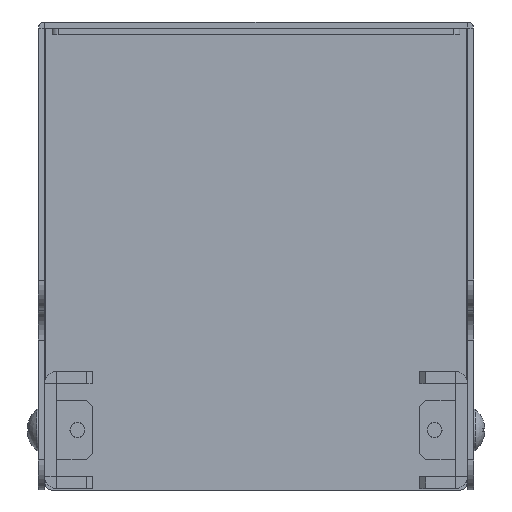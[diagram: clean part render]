
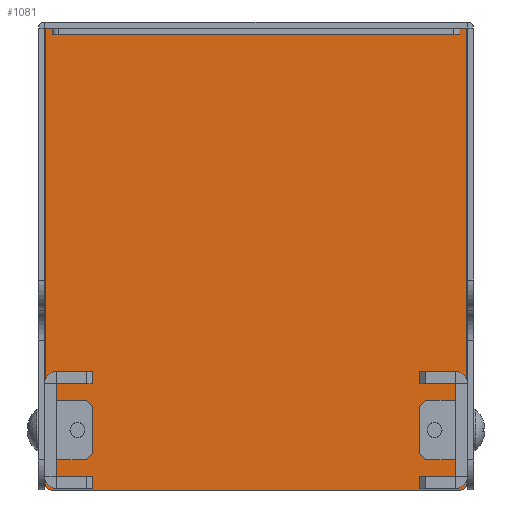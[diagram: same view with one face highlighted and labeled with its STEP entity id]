
A CAD part, front view. The second image highlights one B-rep face of the part: STEP entity #1081.
In plain terms, the highlighted planar face has unit normal (0, -1, 0).
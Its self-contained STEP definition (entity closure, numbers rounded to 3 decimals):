
#890 = VERTEX_POINT ( 'NONE', #3975 ) ;
#908 = VERTEX_POINT ( 'NONE', #3993 ) ;
#912 = VERTEX_POINT ( 'NONE', #3997 ) ;
#913 = VERTEX_POINT ( 'NONE', #3998 ) ;
#916 = VERTEX_POINT ( 'NONE', #4001 ) ;
#917 = VERTEX_POINT ( 'NONE', #4002 ) ;
#926 = VERTEX_POINT ( 'NONE', #4011 ) ;
#950 = VERTEX_POINT ( 'NONE', #4035 ) ;
#953 = VERTEX_POINT ( 'NONE', #4038 ) ;
#954 = VERTEX_POINT ( 'NONE', #4039 ) ;
#1013 = EDGE_CURVE ( 'NONE', #913, #912, #3794, .T. ) ;
#1023 = EDGE_CURVE ( 'NONE', #917, #916, #3806, .T. ) ;
#1059 = EDGE_CURVE ( 'NONE', #950, #908, #4313, .T. ) ;
#1064 = EDGE_CURVE ( 'NONE', #953, #954, #4327, .T. ) ;
#1068 = EDGE_CURVE ( 'NONE', #890, #926, #4338, .T. ) ;
#1073 = EDGE_CURVE ( 'NONE', #916, #917, #3872, .T. ) ;
#1074 = EDGE_CURVE ( 'NONE', #912, #913, #3874, .T. ) ;
#1081 = ADVANCED_FACE ( 'NONE', ( #4394, #4388, #4396 ), #4397, .F. ) ;
#1095 = EDGE_CURVE ( 'NONE', #908, #890, #4452, .T. ) ;
#1108 = EDGE_CURVE ( 'NONE', #954, #950, #5034, .T. ) ;
#1109 = EDGE_CURVE ( 'NONE', #926, #953, #5036, .T. ) ;
#1377 = EDGE_LOOP ( 'NONE', ( #1907, #1908, #1909, #1910, #1911, #1912 ) ) ;
#1418 = EDGE_LOOP ( 'NONE', ( #1905, #1906 ) ) ;
#1424 = EDGE_LOOP ( 'NONE', ( #1903, #1904 ) ) ;
#1903 = ORIENTED_EDGE ( 'NONE', *, *, #1073, .T. ) ;
#1904 = ORIENTED_EDGE ( 'NONE', *, *, #1023, .T. ) ;
#1905 = ORIENTED_EDGE ( 'NONE', *, *, #1074, .T. ) ;
#1906 = ORIENTED_EDGE ( 'NONE', *, *, #1013, .T. ) ;
#1907 = ORIENTED_EDGE ( 'NONE', *, *, #1064, .T. ) ;
#1908 = ORIENTED_EDGE ( 'NONE', *, *, #1108, .T. ) ;
#1909 = ORIENTED_EDGE ( 'NONE', *, *, #1059, .T. ) ;
#1910 = ORIENTED_EDGE ( 'NONE', *, *, #1095, .T. ) ;
#1911 = ORIENTED_EDGE ( 'NONE', *, *, #1068, .T. ) ;
#1912 = ORIENTED_EDGE ( 'NONE', *, *, #1109, .T. ) ;
#3794 = CIRCLE ( 'NONE', #3796, 1.7 ) ;
#3796 = AXIS2_PLACEMENT_3D ( 'NONE', #4131, #4132, #4133 ) ;
#3806 = CIRCLE ( 'NONE', #3811, 1.7 ) ;
#3811 = AXIS2_PLACEMENT_3D ( 'NONE', #4163, #4164, #4165 ) ;
#3855 = VECTOR ( 'NONE', #4316, 1000. ) ;
#3860 = VECTOR ( 'NONE', #4329, 1000. ) ;
#3864 = VECTOR ( 'NONE', #4340, 1000. ) ;
#3872 = CIRCLE ( 'NONE', #3875, 1.7 ) ;
#3874 = CIRCLE ( 'NONE', #3877, 1.7 ) ;
#3875 = AXIS2_PLACEMENT_3D ( 'NONE', #4356, #4357, #4358 ) ;
#3877 = AXIS2_PLACEMENT_3D ( 'NONE', #4360, #4361, #4362 ) ;
#3878 = VECTOR ( 'NONE', #4465, 1000. ) ;
#3886 = AXIS2_PLACEMENT_3D ( 'NONE', #4393, #4391, #4399 ) ;
#3975 = CARTESIAN_POINT ( 'NONE',  ( -35.15, 39., -1. ) ) ;
#3993 = CARTESIAN_POINT ( 'NONE',  ( 35.15, 39., -1. ) ) ;
#3997 = CARTESIAN_POINT ( 'NONE',  ( 29.75, 39., -66.3 ) ) ;
#3998 = CARTESIAN_POINT ( 'NONE',  ( 29.75, 39., -69.7 ) ) ;
#4001 = CARTESIAN_POINT ( 'NONE',  ( -29.75, 39., -66.3 ) ) ;
#4002 = CARTESIAN_POINT ( 'NONE',  ( -29.75, 39., -69.7 ) ) ;
#4011 = CARTESIAN_POINT ( 'NONE',  ( -35.15, 39., -77. ) ) ;
#4035 = CARTESIAN_POINT ( 'NONE',  ( 35.15, 39., -77. ) ) ;
#4038 = CARTESIAN_POINT ( 'NONE',  ( -34.15, 39., -78. ) ) ;
#4039 = CARTESIAN_POINT ( 'NONE',  ( 34.15, 39., -78. ) ) ;
#4131 = CARTESIAN_POINT ( 'NONE',  ( 29.75, 39., -68. ) ) ;
#4132 = DIRECTION ( 'NONE',  ( 0., 1., 0. ) ) ;
#4133 = DIRECTION ( 'NONE',  ( 0., 0., 1. ) ) ;
#4163 = CARTESIAN_POINT ( 'NONE',  ( -29.75, 39., -68. ) ) ;
#4164 = DIRECTION ( 'NONE',  ( 0., 1., 0. ) ) ;
#4165 = DIRECTION ( 'NONE',  ( 0., 0., 1. ) ) ;
#4313 = LINE ( 'NONE', #4315, #3855 ) ;
#4315 = CARTESIAN_POINT ( 'NONE',  ( 35.15, 39., -1. ) ) ;
#4316 = DIRECTION ( 'NONE',  ( 0., 0., 1. ) ) ;
#4327 = LINE ( 'NONE', #4328, #3860 ) ;
#4328 = CARTESIAN_POINT ( 'NONE',  ( 35.15, 39., -78. ) ) ;
#4329 = DIRECTION ( 'NONE',  ( 1., 0., 0. ) ) ;
#4338 = LINE ( 'NONE', #4339, #3864 ) ;
#4339 = CARTESIAN_POINT ( 'NONE',  ( -35.15, 39., -1. ) ) ;
#4340 = DIRECTION ( 'NONE',  ( 0., 0., -1. ) ) ;
#4356 = CARTESIAN_POINT ( 'NONE',  ( -29.75, 39., -68. ) ) ;
#4357 = DIRECTION ( 'NONE',  ( 0., 1., 0. ) ) ;
#4358 = DIRECTION ( 'NONE',  ( 0., 0., 1. ) ) ;
#4360 = CARTESIAN_POINT ( 'NONE',  ( 29.75, 39., -68. ) ) ;
#4361 = DIRECTION ( 'NONE',  ( 0., 1., 0. ) ) ;
#4362 = DIRECTION ( 'NONE',  ( 0., 0., 1. ) ) ;
#4388 = FACE_BOUND ( 'NONE', #1418, .T. ) ;
#4391 = DIRECTION ( 'NONE',  ( 0., 1., 0. ) ) ;
#4393 = CARTESIAN_POINT ( 'NONE',  ( 35.15, 39., -1. ) ) ;
#4394 = FACE_BOUND ( 'NONE', #1424, .T. ) ;
#4396 = FACE_OUTER_BOUND ( 'NONE', #1377, .T. ) ;
#4397 = PLANE ( 'NONE',  #3886 ) ;
#4399 = DIRECTION ( 'NONE',  ( 0., 0., 1. ) ) ;
#4452 = LINE ( 'NONE', #4464, #3878 ) ;
#4464 = CARTESIAN_POINT ( 'NONE',  ( 35.15, 39., -1. ) ) ;
#4465 = DIRECTION ( 'NONE',  ( -1., 0., 0. ) ) ;
#4512 = CARTESIAN_POINT ( 'NONE',  ( 34.15, 39., -77. ) ) ;
#4513 = DIRECTION ( 'NONE',  ( 0., -1., 0. ) ) ;
#4514 = DIRECTION ( 'NONE',  ( 0., 0., 1. ) ) ;
#4517 = CARTESIAN_POINT ( 'NONE',  ( -34.15, 39., -77. ) ) ;
#4518 = DIRECTION ( 'NONE',  ( 0., -1., 0. ) ) ;
#4519 = DIRECTION ( 'NONE',  ( 0., 0., 1. ) ) ;
#5034 = CIRCLE ( 'NONE', #5035, 1. ) ;
#5035 = AXIS2_PLACEMENT_3D ( 'NONE', #4512, #4513, #4514 ) ;
#5036 = CIRCLE ( 'NONE', #5043, 1. ) ;
#5043 = AXIS2_PLACEMENT_3D ( 'NONE', #4517, #4518, #4519 ) ;
